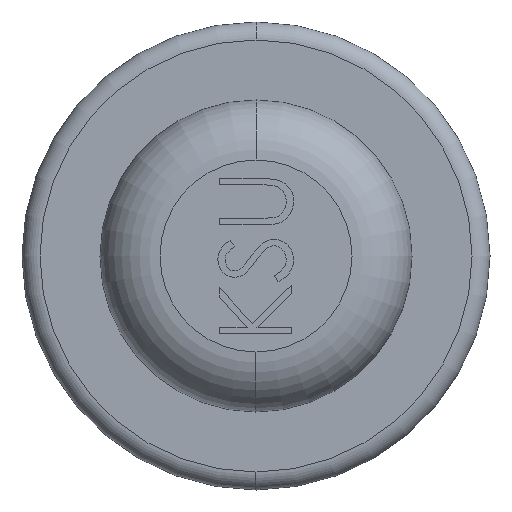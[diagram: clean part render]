
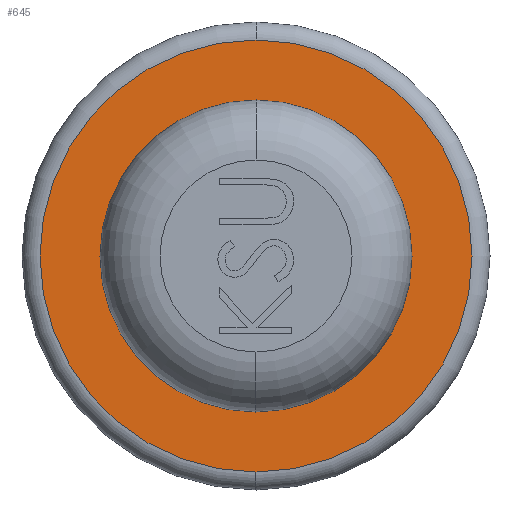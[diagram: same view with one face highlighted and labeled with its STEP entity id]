
A CAD part, left-side view. The second image highlights one B-rep face of the part: STEP entity #645.
In plain terms, the highlighted planar face has unit normal (-1, 0, 0).
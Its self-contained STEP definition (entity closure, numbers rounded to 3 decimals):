
#24 = AXIS2_PLACEMENT_3D ( 'NONE', #243, #27, #2385 ) ;
#27 = DIRECTION ( 'NONE',  ( -1., 0., 0. ) ) ;
#103 = DIRECTION ( 'NONE',  ( -1., 0., 0. ) ) ;
#137 = VERTEX_POINT ( 'NONE', #315 ) ;
#243 = CARTESIAN_POINT ( 'NONE',  ( -2., 0., 0. ) ) ;
#293 = VERTEX_POINT ( 'NONE', #1486 ) ;
#315 = CARTESIAN_POINT ( 'NONE',  ( -2., 0., -8. ) ) ;
#456 = CARTESIAN_POINT ( 'NONE',  ( -2., 0., 0. ) ) ;
#477 = FACE_BOUND ( 'NONE', #1900, .T. ) ;
#645 = ADVANCED_FACE ( 'NONE', ( #1449, #477 ), #1433, .T. ) ;
#668 = AXIS2_PLACEMENT_3D ( 'NONE', #1494, #2631, #2665 ) ;
#678 = EDGE_CURVE ( 'NONE', #1765, #1971, #2503, .T. ) ;
#883 = EDGE_LOOP ( 'NONE', ( #1946, #1600 ) ) ;
#887 = CARTESIAN_POINT ( 'NONE',  ( -2., 0., 0. ) ) ;
#891 = EDGE_CURVE ( 'NONE', #137, #293, #1422, .T. ) ;
#919 = DIRECTION ( 'NONE',  ( 0., 0., 1. ) ) ;
#1104 = ORIENTED_EDGE ( 'NONE', *, *, #891, .F. ) ;
#1140 = ORIENTED_EDGE ( 'NONE', *, *, #2747, .F. ) ;
#1178 = AXIS2_PLACEMENT_3D ( 'NONE', #456, #2835, #1667 ) ;
#1422 = CIRCLE ( 'NONE', #1575, 8. ) ;
#1433 = PLANE ( 'NONE',  #24 ) ;
#1449 = FACE_OUTER_BOUND ( 'NONE', #883, .T. ) ;
#1465 = CARTESIAN_POINT ( 'NONE',  ( -2., 0., -18. ) ) ;
#1480 = AXIS2_PLACEMENT_3D ( 'NONE', #1805, #103, #2034 ) ;
#1486 = CARTESIAN_POINT ( 'NONE',  ( -2., 0., 8. ) ) ;
#1494 = CARTESIAN_POINT ( 'NONE',  ( -2., 0., 0. ) ) ;
#1496 = EDGE_CURVE ( 'NONE', #1971, #1765, #2408, .T. ) ;
#1575 = AXIS2_PLACEMENT_3D ( 'NONE', #887, #1850, #919 ) ;
#1600 = ORIENTED_EDGE ( 'NONE', *, *, #678, .T. ) ;
#1667 = DIRECTION ( 'NONE',  ( 0., 0., 1. ) ) ;
#1765 = VERTEX_POINT ( 'NONE', #1465 ) ;
#1805 = CARTESIAN_POINT ( 'NONE',  ( -2., 0., 0. ) ) ;
#1807 = CARTESIAN_POINT ( 'NONE',  ( -2., 0., 18. ) ) ;
#1850 = DIRECTION ( 'NONE',  ( -1., 0., 0. ) ) ;
#1900 = EDGE_LOOP ( 'NONE', ( #1104, #1140 ) ) ;
#1946 = ORIENTED_EDGE ( 'NONE', *, *, #1496, .T. ) ;
#1971 = VERTEX_POINT ( 'NONE', #1807 ) ;
#2034 = DIRECTION ( 'NONE',  ( 0., 0., 1. ) ) ;
#2219 = CIRCLE ( 'NONE', #1480, 8. ) ;
#2385 = DIRECTION ( 'NONE',  ( 0., 0., 1. ) ) ;
#2408 = CIRCLE ( 'NONE', #1178, 18. ) ;
#2503 = CIRCLE ( 'NONE', #668, 18. ) ;
#2631 = DIRECTION ( 'NONE',  ( -1., 0., 0. ) ) ;
#2665 = DIRECTION ( 'NONE',  ( 0., 0., 1. ) ) ;
#2747 = EDGE_CURVE ( 'NONE', #293, #137, #2219, .T. ) ;
#2835 = DIRECTION ( 'NONE',  ( -1., 0., 0. ) ) ;
